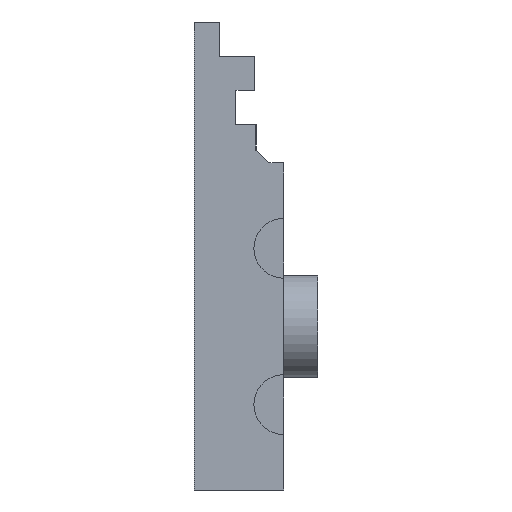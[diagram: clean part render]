
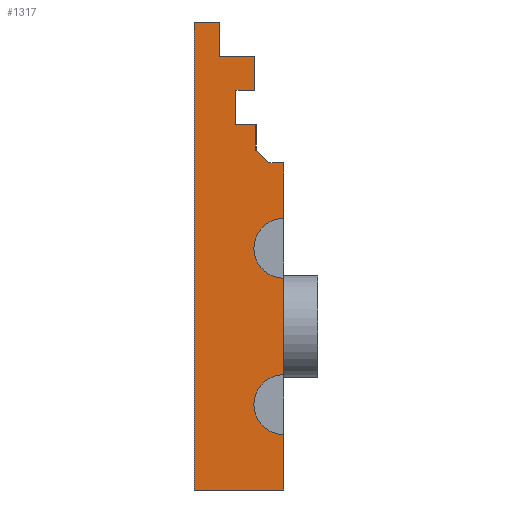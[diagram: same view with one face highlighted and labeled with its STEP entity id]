
A CAD part, left-side view. The second image highlights one B-rep face of the part: STEP entity #1317.
In plain terms, the highlighted planar face has unit normal (-1, 0, 0).
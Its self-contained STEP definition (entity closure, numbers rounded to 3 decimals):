
#29 = VECTOR ( 'NONE', #2479, 1000. ) ;
#79 = DIRECTION ( 'NONE',  ( -1., 0., 0. ) ) ;
#116 = DIRECTION ( 'NONE',  ( 0., 0., 1. ) ) ;
#135 = LINE ( 'NONE', #3157, #2088 ) ;
#150 = CARTESIAN_POINT ( 'NONE',  ( -99., 66.5, -9.575 ) ) ;
#183 = VECTOR ( 'NONE', #2566, 1000. ) ;
#217 = CARTESIAN_POINT ( 'NONE',  ( -99., 62.125, 9.575 ) ) ;
#225 = CARTESIAN_POINT ( 'NONE',  ( -99., 65., 17.825 ) ) ;
#243 = VECTOR ( 'NONE', #514, 1000. ) ;
#254 = EDGE_CURVE ( 'NONE', #2811, #2449, #2486, .T. ) ;
#257 = CARTESIAN_POINT ( 'NONE',  ( -99., 61.25, -2.825 ) ) ;
#301 = LINE ( 'NONE', #2753, #3659 ) ;
#313 = AXIS2_PLACEMENT_3D ( 'NONE', #3477, #79, #116 ) ;
#394 = VERTEX_POINT ( 'NONE', #1594 ) ;
#418 = ORIENTED_EDGE ( 'NONE', *, *, #3766, .F. ) ;
#450 = DIRECTION ( 'NONE',  ( 0., 0., -1. ) ) ;
#514 = DIRECTION ( 'NONE',  ( 0., 1., 0. ) ) ;
#543 = PLANE ( 'NONE',  #3237 ) ;
#545 = CARTESIAN_POINT ( 'NONE',  ( -99., 62.875, 10.325 ) ) ;
#565 = VERTEX_POINT ( 'NONE', #2001 ) ;
#620 = LINE ( 'NONE', #2730, #1020 ) ;
#776 = DIRECTION ( 'NONE',  ( 0., 0., -1. ) ) ;
#795 = LINE ( 'NONE', #3712, #2822 ) ;
#804 = DIRECTION ( 'NONE',  ( 0., 0., -1. ) ) ;
#829 = LINE ( 'NONE', #3246, #243 ) ;
#883 = VECTOR ( 'NONE', #2392, 1000. ) ;
#884 = EDGE_CURVE ( 'NONE', #2773, #1399, #1100, .T. ) ;
#948 = ORIENTED_EDGE ( 'NONE', *, *, #884, .F. ) ;
#959 = EDGE_CURVE ( 'NONE', #1077, #2773, #3535, .T. ) ;
#984 = CARTESIAN_POINT ( 'NONE',  ( -99., 62.95, 15.825 ) ) ;
#1020 = VECTOR ( 'NONE', #1232, 1000. ) ;
#1063 = VECTOR ( 'NONE', #1535, 1000. ) ;
#1077 = VERTEX_POINT ( 'NONE', #3651 ) ;
#1098 = CARTESIAN_POINT ( 'NONE',  ( -99., 66.5, 17.825 ) ) ;
#1100 = LINE ( 'NONE', #3855, #3029 ) ;
#1150 = ORIENTED_EDGE ( 'NONE', *, *, #1198, .F. ) ;
#1170 = EDGE_CURVE ( 'NONE', #2307, #565, #795, .T. ) ;
#1198 = EDGE_CURVE ( 'NONE', #1822, #2307, #1695, .T. ) ;
#1232 = DIRECTION ( 'NONE',  ( 0., -1., 0. ) ) ;
#1271 = VECTOR ( 'NONE', #1723, 1000. ) ;
#1308 = CARTESIAN_POINT ( 'NONE',  ( -99., 62.875, 11.825 ) ) ;
#1317 = ADVANCED_FACE ( 'NONE', ( #3546 ), #543, .T. ) ;
#1362 = DIRECTION ( 'NONE',  ( 0., 0., 1. ) ) ;
#1399 = VERTEX_POINT ( 'NONE', #1595 ) ;
#1436 = DIRECTION ( 'NONE',  ( 0., 0., 1. ) ) ;
#1459 = LINE ( 'NONE', #3509, #1271 ) ;
#1465 = DIRECTION ( 'NONE',  ( 0., -1., 0. ) ) ;
#1485 = LINE ( 'NONE', #2697, #183 ) ;
#1535 = DIRECTION ( 'NONE',  ( 0., 0., -1. ) ) ;
#1548 = ORIENTED_EDGE ( 'NONE', *, *, #1935, .F. ) ;
#1594 = CARTESIAN_POINT ( 'NONE',  ( -99., 61.25, -9.575 ) ) ;
#1595 = CARTESIAN_POINT ( 'NONE',  ( -99., 62.95, 15.825 ) ) ;
#1671 = CARTESIAN_POINT ( 'NONE',  ( -99., 61.25, -6.325 ) ) ;
#1674 = VERTEX_POINT ( 'NONE', #1671 ) ;
#1695 = LINE ( 'NONE', #1882, #29 ) ;
#1723 = DIRECTION ( 'NONE',  ( 0., 1., 0. ) ) ;
#1724 = CARTESIAN_POINT ( 'NONE',  ( -99., 66.5, -9.575 ) ) ;
#1744 = VERTEX_POINT ( 'NONE', #545 ) ;
#1780 = ORIENTED_EDGE ( 'NONE', *, *, #3836, .F. ) ;
#1792 = EDGE_CURVE ( 'NONE', #3558, #1674, #2353, .T. ) ;
#1794 = EDGE_CURVE ( 'NONE', #394, #3003, #1459, .T. ) ;
#1822 = VERTEX_POINT ( 'NONE', #3829 ) ;
#1826 = EDGE_LOOP ( 'NONE', ( #2408, #1150, #3135, #3093, #1548, #2319, #3615, #3800, #948, #2506, #2901, #1780, #3165, #1986, #3585, #3648, #418 ) ) ;
#1882 = CARTESIAN_POINT ( 'NONE',  ( -99., 62.875, 9.575 ) ) ;
#1883 = EDGE_CURVE ( 'NONE', #1822, #1744, #2948, .T. ) ;
#1885 = DIRECTION ( 'NONE',  ( 0., 0., -1. ) ) ;
#1899 = CARTESIAN_POINT ( 'NONE',  ( -99., 65., 15.825 ) ) ;
#1909 = LINE ( 'NONE', #150, #3435 ) ;
#1926 = CARTESIAN_POINT ( 'NONE',  ( -99., 64.05, 11.825 ) ) ;
#1935 = EDGE_CURVE ( 'NONE', #2449, #2111, #620, .T. ) ;
#1986 = ORIENTED_EDGE ( 'NONE', *, *, #3783, .F. ) ;
#2001 = CARTESIAN_POINT ( 'NONE',  ( -99., 61.25, 6.325 ) ) ;
#2088 = VECTOR ( 'NONE', #450, 1000. ) ;
#2110 = DIRECTION ( 'NONE',  ( 0., 0.707, 0.707 ) ) ;
#2111 = VERTEX_POINT ( 'NONE', #1308 ) ;
#2148 = EDGE_CURVE ( 'NONE', #2603, #2811, #829, .T. ) ;
#2228 = EDGE_CURVE ( 'NONE', #3921, #3558, #1485, .T. ) ;
#2289 = DIRECTION ( 'NONE',  ( 0., 0., -1. ) ) ;
#2294 = EDGE_CURVE ( 'NONE', #1399, #2603, #2717, .T. ) ;
#2307 = VERTEX_POINT ( 'NONE', #2760 ) ;
#2319 = ORIENTED_EDGE ( 'NONE', *, *, #254, .F. ) ;
#2353 = CIRCLE ( 'NONE', #3692, 1.75 ) ;
#2392 = DIRECTION ( 'NONE',  ( 0., -1., 0. ) ) ;
#2408 = ORIENTED_EDGE ( 'NONE', *, *, #1170, .F. ) ;
#2449 = VERTEX_POINT ( 'NONE', #1926 ) ;
#2479 = DIRECTION ( 'NONE',  ( 0., -1., 0. ) ) ;
#2486 = LINE ( 'NONE', #3326, #1063 ) ;
#2506 = ORIENTED_EDGE ( 'NONE', *, *, #959, .F. ) ;
#2520 = EDGE_CURVE ( 'NONE', #2846, #1077, #3595, .T. ) ;
#2566 = DIRECTION ( 'NONE',  ( 0., 0., -1. ) ) ;
#2603 = VERTEX_POINT ( 'NONE', #2634 ) ;
#2634 = CARTESIAN_POINT ( 'NONE',  ( -99., 62.95, 13.825 ) ) ;
#2649 = VECTOR ( 'NONE', #804, 1000. ) ;
#2697 = CARTESIAN_POINT ( 'NONE',  ( -99., 61.25, 0. ) ) ;
#2717 = LINE ( 'NONE', #984, #3489 ) ;
#2730 = CARTESIAN_POINT ( 'NONE',  ( -99., 62.875, 11.825 ) ) ;
#2753 = CARTESIAN_POINT ( 'NONE',  ( -99., 62.875, 11.825 ) ) ;
#2760 = CARTESIAN_POINT ( 'NONE',  ( -99., 61.25, 9.575 ) ) ;
#2773 = VERTEX_POINT ( 'NONE', #1899 ) ;
#2811 = VERTEX_POINT ( 'NONE', #2813 ) ;
#2813 = CARTESIAN_POINT ( 'NONE',  ( -99., 64.05, 13.825 ) ) ;
#2822 = VECTOR ( 'NONE', #776, 1000. ) ;
#2846 = VERTEX_POINT ( 'NONE', #3752 ) ;
#2865 = VECTOR ( 'NONE', #2110, 1000. ) ;
#2901 = ORIENTED_EDGE ( 'NONE', *, *, #2520, .F. ) ;
#2915 = CARTESIAN_POINT ( 'NONE',  ( -99., 61.25, 2.825 ) ) ;
#2948 = LINE ( 'NONE', #217, #2865 ) ;
#3003 = VERTEX_POINT ( 'NONE', #1724 ) ;
#3026 = DIRECTION ( 'NONE',  ( 0., 0., -1. ) ) ;
#3029 = VECTOR ( 'NONE', #1465, 1000. ) ;
#3093 = ORIENTED_EDGE ( 'NONE', *, *, #3111, .F. ) ;
#3111 = EDGE_CURVE ( 'NONE', #2111, #1744, #301, .T. ) ;
#3135 = ORIENTED_EDGE ( 'NONE', *, *, #1883, .T. ) ;
#3157 = CARTESIAN_POINT ( 'NONE',  ( -99., 61.25, 0. ) ) ;
#3165 = ORIENTED_EDGE ( 'NONE', *, *, #1794, .F. ) ;
#3237 = AXIS2_PLACEMENT_3D ( 'NONE', #3568, #3586, #1436 ) ;
#3246 = CARTESIAN_POINT ( 'NONE',  ( -99., 62.95, 13.825 ) ) ;
#3259 = CARTESIAN_POINT ( 'NONE',  ( -99., 61.25, -4.575 ) ) ;
#3326 = CARTESIAN_POINT ( 'NONE',  ( -99., 64.05, 13.825 ) ) ;
#3435 = VECTOR ( 'NONE', #1362, 1000. ) ;
#3477 = CARTESIAN_POINT ( 'NONE',  ( -99., 61.25, 4.575 ) ) ;
#3489 = VECTOR ( 'NONE', #1885, 1000. ) ;
#3509 = CARTESIAN_POINT ( 'NONE',  ( -99., 66.5, -9.575 ) ) ;
#3535 = LINE ( 'NONE', #225, #2649 ) ;
#3546 = FACE_OUTER_BOUND ( 'NONE', #1826, .T. ) ;
#3558 = VERTEX_POINT ( 'NONE', #257 ) ;
#3568 = CARTESIAN_POINT ( 'NONE',  ( -99., 0., 0. ) ) ;
#3585 = ORIENTED_EDGE ( 'NONE', *, *, #1792, .F. ) ;
#3586 = DIRECTION ( 'NONE',  ( -1., 0., 0. ) ) ;
#3595 = LINE ( 'NONE', #1098, #883 ) ;
#3615 = ORIENTED_EDGE ( 'NONE', *, *, #2148, .F. ) ;
#3648 = ORIENTED_EDGE ( 'NONE', *, *, #2228, .F. ) ;
#3651 = CARTESIAN_POINT ( 'NONE',  ( -99., 65., 17.825 ) ) ;
#3659 = VECTOR ( 'NONE', #3026, 1000. ) ;
#3692 = AXIS2_PLACEMENT_3D ( 'NONE', #3259, #3807, #2289 ) ;
#3712 = CARTESIAN_POINT ( 'NONE',  ( -99., 61.25, 0. ) ) ;
#3752 = CARTESIAN_POINT ( 'NONE',  ( -99., 66.5, 17.825 ) ) ;
#3766 = EDGE_CURVE ( 'NONE', #565, #3921, #3947, .T. ) ;
#3783 = EDGE_CURVE ( 'NONE', #1674, #394, #135, .T. ) ;
#3800 = ORIENTED_EDGE ( 'NONE', *, *, #2294, .F. ) ;
#3807 = DIRECTION ( 'NONE',  ( -1., 0., 0. ) ) ;
#3829 = CARTESIAN_POINT ( 'NONE',  ( -99., 62.125, 9.575 ) ) ;
#3836 = EDGE_CURVE ( 'NONE', #3003, #2846, #1909, .T. ) ;
#3855 = CARTESIAN_POINT ( 'NONE',  ( -99., 65., 15.825 ) ) ;
#3921 = VERTEX_POINT ( 'NONE', #2915 ) ;
#3947 = CIRCLE ( 'NONE', #313, 1.75 ) ;
